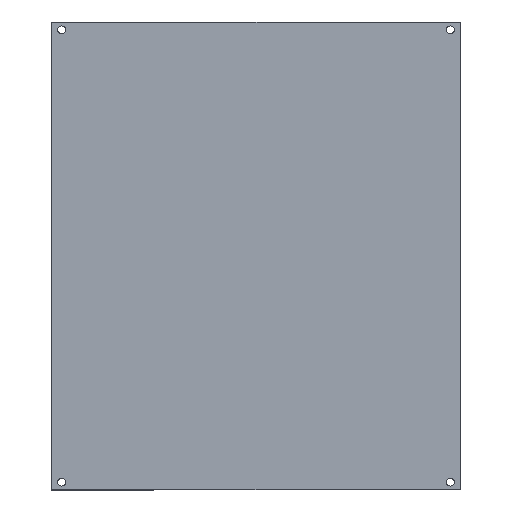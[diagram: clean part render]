
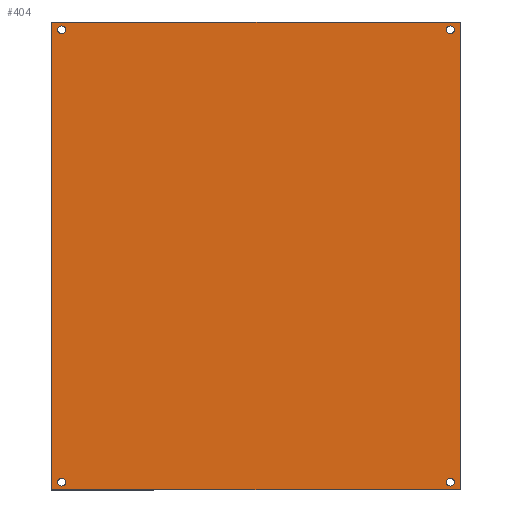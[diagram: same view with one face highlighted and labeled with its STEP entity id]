
A CAD part, top view. The second image highlights one B-rep face of the part: STEP entity #404.
In plain terms, the highlighted planar face has unit normal (0, 0, 1).
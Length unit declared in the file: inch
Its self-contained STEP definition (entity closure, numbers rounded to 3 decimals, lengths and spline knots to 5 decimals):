
#10 = ORIENTED_EDGE ( 'NONE', *, *, #281, .F. ) ;
#14 = CARTESIAN_POINT ( 'NONE',  ( -13.48752, 0.04146, -3.12778 ) ) ;
#15 = VERTEX_POINT ( 'NONE', #215 ) ;
#19 = VERTEX_POINT ( 'NONE', #493 ) ;
#21 = CARTESIAN_POINT ( 'NONE',  ( -0.61252, -14.70854, -3.12778 ) ) ;
#28 = FACE_BOUND ( 'NONE', #124, .T. ) ;
#31 = EDGE_CURVE ( 'NONE', #305, #479, #501, .T. ) ;
#33 = VERTEX_POINT ( 'NONE', #414 ) ;
#53 = CARTESIAN_POINT ( 'NONE',  ( -13.17502, -0.20854, -3.12778 ) ) ;
#60 = EDGE_CURVE ( 'NONE', #19, #15, #183, .T. ) ;
#68 = DIRECTION ( 'NONE',  ( 1., 0., 0. ) ) ;
#84 = CIRCLE ( 'NONE', #188, 0.125 ) ;
#88 = EDGE_LOOP ( 'NONE', ( #410, #209 ) ) ;
#94 = CARTESIAN_POINT ( 'NONE',  ( -0.92502, -14.45854, -3.12778 ) ) ;
#104 = DIRECTION ( 'NONE',  ( 1., 0., 0. ) ) ;
#117 = DIRECTION ( 'NONE',  ( 1., 0., 0. ) ) ;
#118 = VECTOR ( 'NONE', #225, 39.37008 ) ;
#119 = ORIENTED_EDGE ( 'NONE', *, *, #60, .F. ) ;
#122 = ORIENTED_EDGE ( 'NONE', *, *, #337, .F. ) ;
#124 = EDGE_LOOP ( 'NONE', ( #474, #460 ) ) ;
#125 = AXIS2_PLACEMENT_3D ( 'NONE', #192, #476, #233 ) ;
#130 = CARTESIAN_POINT ( 'NONE',  ( -0.61252, 0.04146, -3.12778 ) ) ;
#132 = CARTESIAN_POINT ( 'NONE',  ( -13.48752, -14.70854, -3.12778 ) ) ;
#136 = DIRECTION ( 'NONE',  ( 1., 0., 0. ) ) ;
#145 = CARTESIAN_POINT ( 'NONE',  ( -13.48752, 0.04146, -3.12778 ) ) ;
#149 = FACE_BOUND ( 'NONE', #327, .T. ) ;
#154 = CARTESIAN_POINT ( 'NONE',  ( -13.17502, -14.45854, -3.12778 ) ) ;
#159 = CARTESIAN_POINT ( 'NONE',  ( -0.92502, -0.20854, -3.12778 ) ) ;
#160 = CARTESIAN_POINT ( 'NONE',  ( -13.17502, -0.20854, -3.12778 ) ) ;
#163 = LINE ( 'NONE', #359, #252 ) ;
#165 = ORIENTED_EDGE ( 'NONE', *, *, #312, .F. ) ;
#170 = EDGE_CURVE ( 'NONE', #245, #277, #430, .T. ) ;
#174 = DIRECTION ( 'NONE',  ( 1., 0., 0. ) ) ;
#176 = EDGE_CURVE ( 'NONE', #479, #245, #228, .T. ) ;
#179 = CARTESIAN_POINT ( 'NONE',  ( -0.61252, 0.04146, -3.12778 ) ) ;
#183 = CIRCLE ( 'NONE', #379, 0.125 ) ;
#188 = AXIS2_PLACEMENT_3D ( 'NONE', #154, #435, #193 ) ;
#192 = CARTESIAN_POINT ( 'NONE',  ( -13.17502, -14.45854, -3.12778 ) ) ;
#193 = DIRECTION ( 'NONE',  ( -1., 0., 0. ) ) ;
#194 = VERTEX_POINT ( 'NONE', #263 ) ;
#200 = DIRECTION ( 'NONE',  ( -1., 0., 0. ) ) ;
#204 = AXIS2_PLACEMENT_3D ( 'NONE', #53, #347, #104 ) ;
#209 = ORIENTED_EDGE ( 'NONE', *, *, #250, .F. ) ;
#215 = CARTESIAN_POINT ( 'NONE',  ( -0.80002, -14.45854, -3.12778 ) ) ;
#222 = VECTOR ( 'NONE', #503, 39.37008 ) ;
#225 = DIRECTION ( 'NONE',  ( 0., -1., 0. ) ) ;
#228 = LINE ( 'NONE', #145, #222 ) ;
#233 = DIRECTION ( 'NONE',  ( -1., 0., 0. ) ) ;
#235 = EDGE_CURVE ( 'NONE', #495, #377, #297, .T. ) ;
#236 = CARTESIAN_POINT ( 'NONE',  ( -0.92502, -14.45854, -3.12778 ) ) ;
#237 = DIRECTION ( 'NONE',  ( 0., 0., 1. ) ) ;
#241 = AXIS2_PLACEMENT_3D ( 'NONE', #236, #514, #271 ) ;
#243 = VERTEX_POINT ( 'NONE', #352 ) ;
#245 = VERTEX_POINT ( 'NONE', #14 ) ;
#250 = EDGE_CURVE ( 'NONE', #377, #495, #84, .T. ) ;
#252 = VECTOR ( 'NONE', #68, 39.37008 ) ;
#254 = EDGE_LOOP ( 'NONE', ( #122, #165 ) ) ;
#255 = DIRECTION ( 'NONE',  ( 0., 1., 0. ) ) ;
#263 = CARTESIAN_POINT ( 'NONE',  ( -0.80002, -0.20854, -3.12778 ) ) ;
#271 = DIRECTION ( 'NONE',  ( 1., 0., 0. ) ) ;
#275 = FACE_BOUND ( 'NONE', #88, .T. ) ;
#277 = VERTEX_POINT ( 'NONE', #309 ) ;
#281 = EDGE_CURVE ( 'NONE', #15, #19, #317, .T. ) ;
#282 = VECTOR ( 'NONE', #255, 39.37008 ) ;
#284 = CIRCLE ( 'NONE', #320, 0.125 ) ;
#297 = CIRCLE ( 'NONE', #125, 0.125 ) ;
#299 = ORIENTED_EDGE ( 'NONE', *, *, #170, .T. ) ;
#305 = VERTEX_POINT ( 'NONE', #21 ) ;
#309 = CARTESIAN_POINT ( 'NONE',  ( -13.48752, -14.70854, -3.12778 ) ) ;
#310 = ORIENTED_EDGE ( 'NONE', *, *, #176, .T. ) ;
#312 = EDGE_CURVE ( 'NONE', #423, #194, #284, .T. ) ;
#317 = CIRCLE ( 'NONE', #241, 0.125 ) ;
#318 = CARTESIAN_POINT ( 'NONE',  ( -13.30002, -14.45854, -3.12778 ) ) ;
#320 = AXIS2_PLACEMENT_3D ( 'NONE', #481, #237, #515 ) ;
#327 = EDGE_LOOP ( 'NONE', ( #10, #119 ) ) ;
#337 = EDGE_CURVE ( 'NONE', #194, #423, #484, .T. ) ;
#347 = DIRECTION ( 'NONE',  ( 0., 0., 1. ) ) ;
#352 = CARTESIAN_POINT ( 'NONE',  ( -13.30002, -0.20854, -3.12778 ) ) ;
#359 = CARTESIAN_POINT ( 'NONE',  ( -13.48752, -14.70854, -3.12778 ) ) ;
#369 = AXIS2_PLACEMENT_3D ( 'NONE', #159, #439, #200 ) ;
#371 = PLANE ( 'NONE',  #506 ) ;
#373 = ORIENTED_EDGE ( 'NONE', *, *, #31, .T. ) ;
#375 = DIRECTION ( 'NONE',  ( 0., 0., 1. ) ) ;
#377 = VERTEX_POINT ( 'NONE', #318 ) ;
#379 = AXIS2_PLACEMENT_3D ( 'NONE', #94, #375, #136 ) ;
#386 = FACE_BOUND ( 'NONE', #254, .T. ) ;
#393 = EDGE_CURVE ( 'NONE', #33, #243, #470, .T. ) ;
#400 = EDGE_CURVE ( 'NONE', #277, #305, #163, .T. ) ;
#404 = ADVANCED_FACE ( 'NONE', ( #275, #149, #386, #28, #455 ), #371, .T. ) ;
#410 = ORIENTED_EDGE ( 'NONE', *, *, #235, .F. ) ;
#411 = CIRCLE ( 'NONE', #204, 0.125 ) ;
#413 = DIRECTION ( 'NONE',  ( 0., 0., 1. ) ) ;
#414 = CARTESIAN_POINT ( 'NONE',  ( -13.05002, -0.20854, -3.12778 ) ) ;
#423 = VERTEX_POINT ( 'NONE', #457 ) ;
#428 = AXIS2_PLACEMENT_3D ( 'NONE', #160, #442, #117 ) ;
#430 = LINE ( 'NONE', #468, #118 ) ;
#435 = DIRECTION ( 'NONE',  ( 0., 0., 1. ) ) ;
#436 = ORIENTED_EDGE ( 'NONE', *, *, #400, .T. ) ;
#439 = DIRECTION ( 'NONE',  ( 0., 0., 1. ) ) ;
#442 = DIRECTION ( 'NONE',  ( 0., 0., 1. ) ) ;
#455 = FACE_OUTER_BOUND ( 'NONE', #510, .T. ) ;
#457 = CARTESIAN_POINT ( 'NONE',  ( -1.05002, -0.20854, -3.12778 ) ) ;
#460 = ORIENTED_EDGE ( 'NONE', *, *, #526, .F. ) ;
#464 = CARTESIAN_POINT ( 'NONE',  ( -13.05002, -14.45854, -3.12778 ) ) ;
#468 = CARTESIAN_POINT ( 'NONE',  ( -13.48752, 0.04146, -3.12778 ) ) ;
#470 = CIRCLE ( 'NONE', #428, 0.125 ) ;
#474 = ORIENTED_EDGE ( 'NONE', *, *, #393, .F. ) ;
#476 = DIRECTION ( 'NONE',  ( 0., 0., 1. ) ) ;
#479 = VERTEX_POINT ( 'NONE', #179 ) ;
#481 = CARTESIAN_POINT ( 'NONE',  ( -0.92502, -0.20854, -3.12778 ) ) ;
#484 = CIRCLE ( 'NONE', #369, 0.125 ) ;
#493 = CARTESIAN_POINT ( 'NONE',  ( -1.05002, -14.45854, -3.12778 ) ) ;
#495 = VERTEX_POINT ( 'NONE', #464 ) ;
#501 = LINE ( 'NONE', #130, #282 ) ;
#503 = DIRECTION ( 'NONE',  ( -1., 0., 0. ) ) ;
#506 = AXIS2_PLACEMENT_3D ( 'NONE', #132, #413, #174 ) ;
#510 = EDGE_LOOP ( 'NONE', ( #299, #436, #373, #310 ) ) ;
#514 = DIRECTION ( 'NONE',  ( 0., 0., 1. ) ) ;
#515 = DIRECTION ( 'NONE',  ( -1., 0., 0. ) ) ;
#526 = EDGE_CURVE ( 'NONE', #243, #33, #411, .T. ) ;
